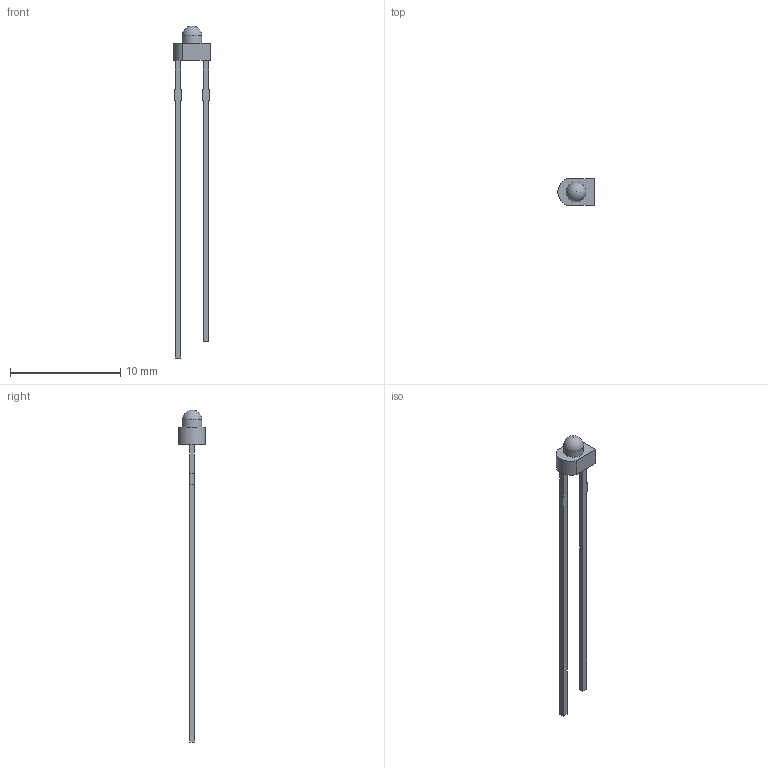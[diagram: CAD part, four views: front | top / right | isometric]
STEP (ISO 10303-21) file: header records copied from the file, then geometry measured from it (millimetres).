
FILE_DESCRIPTION(('STEP AP214'), '1');
FILE_NAME('L-2060SRC', '2016-05-29T04:53:53', ('AF'), (''), 'UNSPECIFIED', 'UNSPECIFIED', '');
FILE_SCHEMA(('AUTOMOTIVE_DESIGN { 1 0 10303 214 3 1 1}'));
Length unit declared in the file: millimetre
Bounding box: 3.3 x 2.4 x 30.1 mm (x, y, z)
Volume: 25.5 mm3; surface area: 135.4 mm2
Topology: 3 solids, 3 shells, 36 faces, 89 edges, 59 vertices
Faces by surface type: plane 33, cylinder 2, sphere 1
Full cylindrical faces by diameter (mm): 1.8 x1
Entity records: 1374 total; most frequent: CARTESIAN_POINT 181, ORIENTED_EDGE 172, DIRECTION 164, EDGE_CURVE 86, LINE 82, VECTOR 82, VERTEX_POINT 58, AXIS2_PLACEMENT_3D 41
